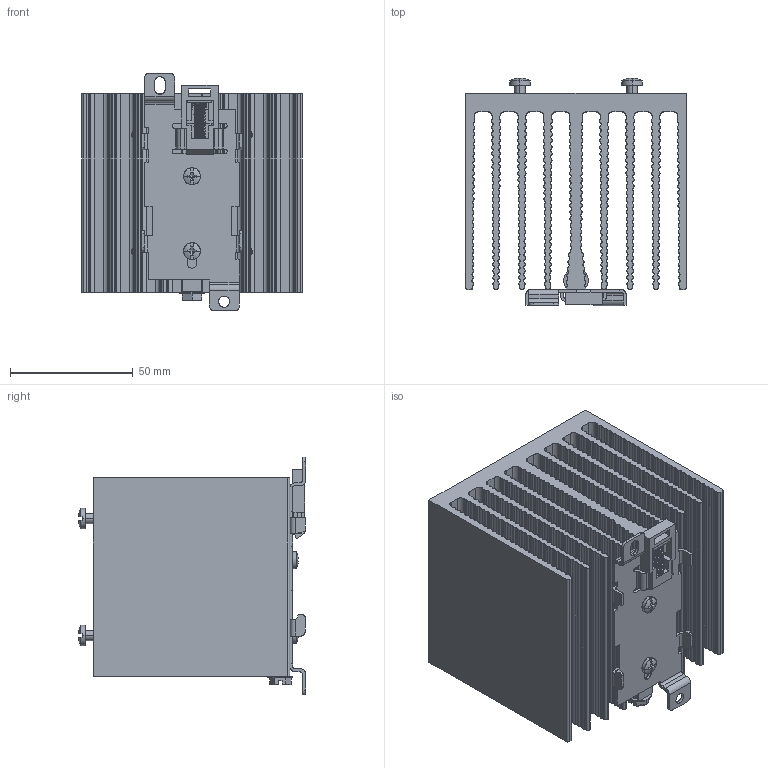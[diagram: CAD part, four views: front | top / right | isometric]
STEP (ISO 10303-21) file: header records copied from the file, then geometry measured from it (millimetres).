
FILE_DESCRIPTION (( 'STEP AP214' ), '1' );
FILE_NAME ('107514.STEP', '2011-07-23T15:35:07', ( 'LALo' ), ( 'Edi Foundation' ), 'SwSTEP 2.0', 'SolidWorks 2011', '' );
FILE_SCHEMA (( 'AUTOMOTIVE_DESIGN' ));
Length unit declared in the file: inch
Products named in the file (1): 107514
Bounding box: 90.02 x 92.67 x 97 mm (x, y, z)
Surface area: 146733.6 mm2 (no closed solid volume)
Topology: 0 solids, 1886 shells, 1919 faces, 10874 edges, 10804 vertices
Faces by surface type: cylinder 1428, plane 405, cone 54, bspline 32
Entity records: 188425 total; most frequent: CARTESIAN_POINT 105204, DIRECTION 14186, ORIENTED_EDGE 10868, EDGE_CURVE 10835, VERTEX_POINT 10802, AXIS2_PLACEMENT_3D 4832, LINE 4522, VECTOR 4522
